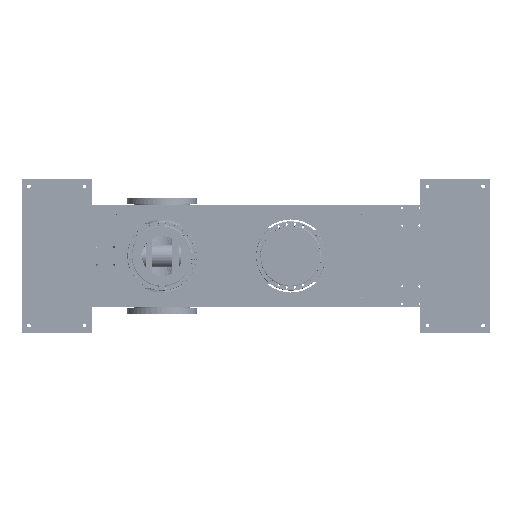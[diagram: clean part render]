
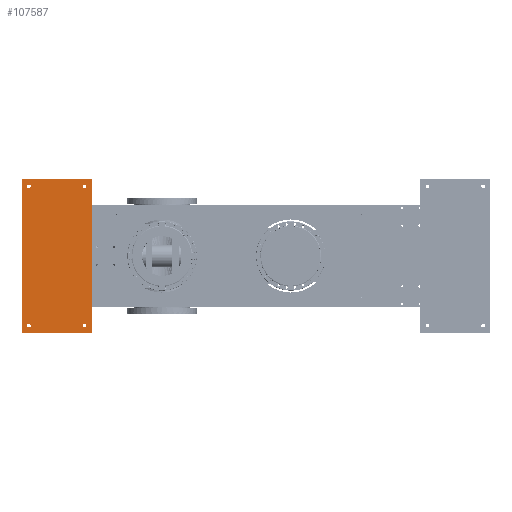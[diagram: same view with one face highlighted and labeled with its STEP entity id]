
A CAD part, front view. The second image highlights one B-rep face of the part: STEP entity #107587.
In plain terms, the highlighted free-form (B-spline) face has degree [1, 1] with [2, 2] control points.
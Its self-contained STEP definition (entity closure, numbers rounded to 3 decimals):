
#106968=CARTESIAN_POINT('V30',(254.0,0.,
   108.346));
#106969=VERTEX_POINT('V30',#106968);
#106970=CARTESIAN_POINT('V29',(254.0,0.,
   94.854));
#106971=VERTEX_POINT('V29',#106970);
#106972=CARTESIAN_POINT('E5',(254.0,0.0,108.346));
#106973=CARTESIAN_POINT('E5',(247.254,0.0,
   108.346));
#106974=CARTESIAN_POINT('E5',(247.254,0.0,
   101.6));
#106975=CARTESIAN_POINT('E5',(247.254,0.0,
   94.854));
#106976=CARTESIAN_POINT('E5',(254.0,0.0,94.854));
#106984=(BOUNDED_CURVE()B_SPLINE_CURVE(2,(#106972,#106973,#106974,
   #106975,#106976),.CIRCULAR_ARC.,.F.,.U.)
   B_SPLINE_CURVE_WITH_KNOTS((3,2,3),(0.0,0.5,1.0),
   .UNSPECIFIED.)CURVE()GEOMETRIC_REPRESENTATION_ITEM()
   RATIONAL_B_SPLINE_CURVE((1.0,0.707,1.0,
   0.707,1.0))REPRESENTATION_ITEM('E5'));
#106985=EDGE_CURVE('E5',#106969,#106971,#106984,.T.);
#107046=CARTESIAN_POINT('E33',(254.0,0.0,108.346));
#107047=CARTESIAN_POINT('E33',(260.746,0.0,
   108.346));
#107048=CARTESIAN_POINT('E33',(260.746,0.0,
   101.6));
#107049=CARTESIAN_POINT('E33',(260.746,0.0,
   94.854));
#107050=CARTESIAN_POINT('E33',(254.0,0.0,94.854));
#107058=(BOUNDED_CURVE()B_SPLINE_CURVE(2,(#107046,#107047,#107048,
   #107049,#107050),.CIRCULAR_ARC.,.F.,.U.)
   B_SPLINE_CURVE_WITH_KNOTS((3,2,3),(0.0,0.5,1.0),
   .UNSPECIFIED.)CURVE()GEOMETRIC_REPRESENTATION_ITEM()
   RATIONAL_B_SPLINE_CURVE((1.0,0.707,1.0,
   0.707,1.0))REPRESENTATION_ITEM('E33'));
#107059=EDGE_CURVE('E33',#106969,#106971,#107058,.T.);
#107106=CARTESIAN_POINT('V34',(254.0,0.,
   -94.854));
#107107=VERTEX_POINT('V34',#107106);
#107108=CARTESIAN_POINT('V33',(254.0,0.,
   -108.346));
#107109=VERTEX_POINT('V33',#107108);
#107110=CARTESIAN_POINT('E9',(254.0,0.0,-94.854));
#107111=CARTESIAN_POINT('E9',(247.254,0.0,
   -94.854));
#107112=CARTESIAN_POINT('E9',(247.254,0.0,
   -101.6));
#107113=CARTESIAN_POINT('E9',(247.254,0.0,
   -108.346));
#107114=CARTESIAN_POINT('E9',(254.0,0.0,-108.346));
#107122=(BOUNDED_CURVE()B_SPLINE_CURVE(2,(#107110,#107111,#107112,
   #107113,#107114),.CIRCULAR_ARC.,.F.,.U.)
   B_SPLINE_CURVE_WITH_KNOTS((3,2,3),(0.0,0.5,1.0),
   .UNSPECIFIED.)CURVE()GEOMETRIC_REPRESENTATION_ITEM()
   RATIONAL_B_SPLINE_CURVE((1.0,0.707,1.0,
   0.707,1.0))REPRESENTATION_ITEM('E9'));
#107123=EDGE_CURVE('E9',#107107,#107109,#107122,.T.);
#107184=CARTESIAN_POINT('E34',(254.0,0.0,-94.854));
#107185=CARTESIAN_POINT('E34',(260.746,0.0,
   -94.854));
#107186=CARTESIAN_POINT('E34',(260.746,0.0,
   -101.6));
#107187=CARTESIAN_POINT('E34',(260.746,0.0,
   -108.346));
#107188=CARTESIAN_POINT('E34',(254.0,0.0,-108.346));
#107196=(BOUNDED_CURVE()B_SPLINE_CURVE(2,(#107184,#107185,#107186,
   #107187,#107188),.CIRCULAR_ARC.,.F.,.U.)
   B_SPLINE_CURVE_WITH_KNOTS((3,2,3),(0.0,0.5,1.0),
   .UNSPECIFIED.)CURVE()GEOMETRIC_REPRESENTATION_ITEM()
   RATIONAL_B_SPLINE_CURVE((1.0,0.707,1.0,
   0.707,1.0))REPRESENTATION_ITEM('E34'));
#107197=EDGE_CURVE('E34',#107107,#107109,#107196,.T.);
#107244=CARTESIAN_POINT('V38',(-254.0,0.,
   -94.854));
#107245=VERTEX_POINT('V38',#107244);
#107246=CARTESIAN_POINT('V37',(-254.0,0.,
   -108.346));
#107247=VERTEX_POINT('V37',#107246);
#107248=CARTESIAN_POINT('E13',(-254.0,0.0,-94.854));
#107249=CARTESIAN_POINT('E13',(-260.746,0.0,
   -94.854));
#107250=CARTESIAN_POINT('E13',(-260.746,0.0,
   -101.6));
#107251=CARTESIAN_POINT('E13',(-260.746,0.0,
   -108.346));
#107252=CARTESIAN_POINT('E13',(-254.0,0.0,-108.346));
#107260=(BOUNDED_CURVE()B_SPLINE_CURVE(2,(#107248,#107249,#107250,
   #107251,#107252),.CIRCULAR_ARC.,.F.,.U.)
   B_SPLINE_CURVE_WITH_KNOTS((3,2,3),(0.0,0.5,1.0),
   .UNSPECIFIED.)CURVE()GEOMETRIC_REPRESENTATION_ITEM()
   RATIONAL_B_SPLINE_CURVE((1.0,0.707,1.0,
   0.707,1.0))REPRESENTATION_ITEM('E13'));
#107261=EDGE_CURVE('E13',#107245,#107247,#107260,.T.);
#107322=CARTESIAN_POINT('E35',(-254.0,0.0,-94.854));
#107323=CARTESIAN_POINT('E35',(-247.254,0.0,
   -94.854));
#107324=CARTESIAN_POINT('E35',(-247.254,0.0,
   -101.6));
#107325=CARTESIAN_POINT('E35',(-247.254,0.0,
   -108.346));
#107326=CARTESIAN_POINT('E35',(-254.0,0.0,-108.346));
#107334=(BOUNDED_CURVE()B_SPLINE_CURVE(2,(#107322,#107323,#107324,
   #107325,#107326),.CIRCULAR_ARC.,.F.,.U.)
   B_SPLINE_CURVE_WITH_KNOTS((3,2,3),(0.0,0.5,1.0),
   .UNSPECIFIED.)CURVE()GEOMETRIC_REPRESENTATION_ITEM()
   RATIONAL_B_SPLINE_CURVE((1.0,0.707,1.0,
   0.707,1.0))REPRESENTATION_ITEM('E35'));
#107335=EDGE_CURVE('E35',#107245,#107247,#107334,.T.);
#107445=CARTESIAN_POINT('V47',(-279.4,0.,
   127.0));
#107446=VERTEX_POINT('V47',#107445);
#107447=CARTESIAN_POINT('V41',(279.4,0.,
   127.0));
#107448=VERTEX_POINT('V41',#107447);
#107449=CARTESIAN_POINT('E27',(-279.4,0.0,127.0));
#107450=CARTESIAN_POINT('E27',(279.4,0.0,127.0));
#107451=QUASI_UNIFORM_CURVE('E27',1,(#107449,#107450),
   .POLYLINE_FORM.,.F.,.U.);
#107452=EDGE_CURVE('E27',#107446,#107448,#107451,.T.);
#107473=CARTESIAN_POINT('V45',(-279.4,0.,
   -127.0));
#107474=VERTEX_POINT('V45',#107473);
#107475=CARTESIAN_POINT('E24',(-279.4,0.0,-127.0));
#107476=CARTESIAN_POINT('E24',(-279.4,0.0,127.0));
#107477=QUASI_UNIFORM_CURVE('E24',1,(#107475,#107476),
   .POLYLINE_FORM.,.F.,.U.);
#107478=EDGE_CURVE('E24',#107474,#107446,#107477,.T.);
#107495=CARTESIAN_POINT('V42',(279.4,0.,
   -127.0));
#107496=VERTEX_POINT('V42',#107495);
#107497=CARTESIAN_POINT('E21',(279.4,0.0,-127.0));
#107498=CARTESIAN_POINT('E21',(-279.4,0.0,-127.0));
#107499=QUASI_UNIFORM_CURVE('E21',1,(#107497,#107498),
   .POLYLINE_FORM.,.F.,.U.);
#107500=EDGE_CURVE('E21',#107496,#107474,#107499,.T.);
#107517=CARTESIAN_POINT('E17',(279.4,0.0,127.0));
#107518=CARTESIAN_POINT('E17',(279.4,0.0,-127.0));
#107519=QUASI_UNIFORM_CURVE('E17',1,(#107517,#107518),
   .POLYLINE_FORM.,.F.,.U.);
#107520=EDGE_CURVE('E17',#107448,#107496,#107519,.T.);
#107528=CARTESIAN_POINT('F10',(-307.34,0.0,
   139.7));
#107529=CARTESIAN_POINT('F10',(-307.34,0.0,
   -139.7));
#107530=CARTESIAN_POINT('F10',(307.34,0.0,
   139.7));
#107531=CARTESIAN_POINT('F10',(307.34,0.0,
   -139.7));
#107532=B_SPLINE_SURFACE_WITH_KNOTS('F10',1,1,((#107528,#107530),(
   #107529,#107531)),.PLANE_SURF.,.F.,.F.,.U.,(2,2),(2,2),(0.0,
   1.0),(0.0,2.2),.UNSPECIFIED.);
#107533=ORIENTED_EDGE('E17',*,*,#107520,.F.);
#107534=ORIENTED_EDGE('E27',*,*,#107452,.F.);
#107535=ORIENTED_EDGE('E24',*,*,#107478,.F.);
#107536=ORIENTED_EDGE('E21',*,*,#107500,.F.);
#107537=EDGE_LOOP('F10',(#107533,#107534,#107535,#107536));
#107538=FACE_OUTER_BOUND('F10',#107537,.T.);
#107539=CARTESIAN_POINT('V26',(-254.0,0.,
   108.346));
#107540=VERTEX_POINT('V26',#107539);
#107541=CARTESIAN_POINT('V25',(-254.0,0.,
   94.854));
#107542=VERTEX_POINT('V25',#107541);
#107543=CARTESIAN_POINT('E36',(-254.0,0.0,108.346));
#107544=CARTESIAN_POINT('E36',(-247.254,0.0,
   108.346));
#107545=CARTESIAN_POINT('E36',(-247.254,0.0,
   101.6));
#107546=CARTESIAN_POINT('E36',(-247.254,0.0,
   94.854));
#107547=CARTESIAN_POINT('E36',(-254.0,0.0,94.854));
#107555=(BOUNDED_CURVE()B_SPLINE_CURVE(2,(#107543,#107544,#107545,
   #107546,#107547),.CIRCULAR_ARC.,.F.,.U.)
   B_SPLINE_CURVE_WITH_KNOTS((3,2,3),(0.0,0.5,1.0),
   .UNSPECIFIED.)CURVE()GEOMETRIC_REPRESENTATION_ITEM()
   RATIONAL_B_SPLINE_CURVE((1.0,0.707,1.0,
   0.707,1.0))REPRESENTATION_ITEM('E36'));
#107556=EDGE_CURVE('E36',#107540,#107542,#107555,.T.);
#107557=ORIENTED_EDGE('E36',*,*,#107556,.T.);
#107558=CARTESIAN_POINT('E1',(-254.0,0.0,108.346));
#107559=CARTESIAN_POINT('E1',(-260.746,0.0,
   108.346));
#107560=CARTESIAN_POINT('E1',(-260.746,0.0,
   101.6));
#107561=CARTESIAN_POINT('E1',(-260.746,0.0,
   94.854));
#107562=CARTESIAN_POINT('E1',(-254.0,0.0,94.854));
#107570=(BOUNDED_CURVE()B_SPLINE_CURVE(2,(#107558,#107559,#107560,
   #107561,#107562),.CIRCULAR_ARC.,.F.,.U.)
   B_SPLINE_CURVE_WITH_KNOTS((3,2,3),(0.0,0.5,1.0),
   .UNSPECIFIED.)CURVE()GEOMETRIC_REPRESENTATION_ITEM()
   RATIONAL_B_SPLINE_CURVE((1.0,0.707,1.0,
   0.707,1.0))REPRESENTATION_ITEM('E1'));
#107571=EDGE_CURVE('E1',#107540,#107542,#107570,.T.);
#107572=ORIENTED_EDGE('E1',*,*,#107571,.F.);
#107573=EDGE_LOOP('F10',(#107557,#107572));
#107574=FACE_BOUND('F10',#107573,.T.);
#107575=ORIENTED_EDGE('E35',*,*,#107335,.T.);
#107576=ORIENTED_EDGE('E13',*,*,#107261,.F.);
#107577=EDGE_LOOP('F10',(#107575,#107576));
#107578=FACE_BOUND('F10',#107577,.T.);
#107579=ORIENTED_EDGE('E34',*,*,#107197,.T.);
#107580=ORIENTED_EDGE('E9',*,*,#107123,.F.);
#107581=EDGE_LOOP('F10',(#107579,#107580));
#107582=FACE_BOUND('F10',#107581,.T.);
#107583=ORIENTED_EDGE('E33',*,*,#107059,.T.);
#107584=ORIENTED_EDGE('E5',*,*,#106985,.F.);
#107585=EDGE_LOOP('F10',(#107583,#107584));
#107586=FACE_BOUND('F10',#107585,.T.);
#107587=ADVANCED_FACE('F10',(#107538,#107574,#107578,#107582,#107586),
   #107532,.T.);
